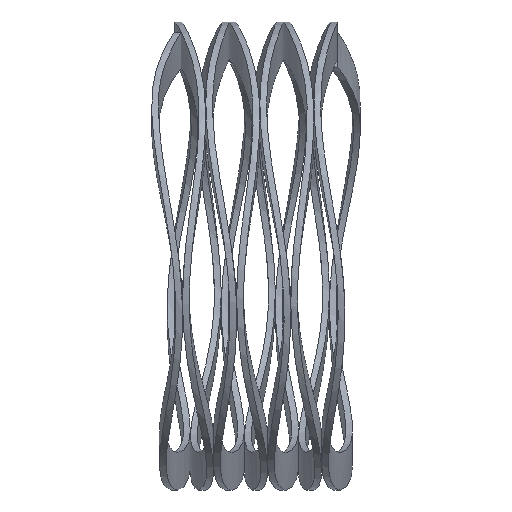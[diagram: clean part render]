
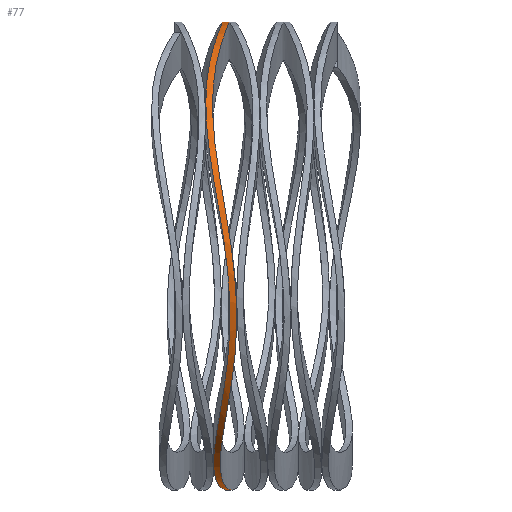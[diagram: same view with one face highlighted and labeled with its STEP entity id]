
A CAD part, left-side view. The second image highlights one B-rep face of the part: STEP entity #77.
In plain terms, the highlighted cylindrical face has radius 13.75 mm (diameter 27.5 mm), a partial arc.
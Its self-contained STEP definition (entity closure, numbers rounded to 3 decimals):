
#36 = CARTESIAN_POINT ( 'NONE',  ( -1.788, 7.454, -13.664 ) ) ;
#77 = ADVANCED_FACE ( 'NONE', ( #7205 ), #7057, .T. ) ;
#178 = CARTESIAN_POINT ( 'NONE',  ( -6.084, 7.874, -12.365 ) ) ;
#226 = CARTESIAN_POINT ( 'NONE',  ( -9.092, 7.861, 10.355 ) ) ;
#422 = CARTESIAN_POINT ( 'NONE',  ( -8.391, 7.379, -10.933 ) ) ;
#784 = CARTESIAN_POINT ( 'NONE',  ( -13.396, 7.719, 3.585 ) ) ;
#833 = CARTESIAN_POINT ( 'NONE',  ( -9.089, 7.686, -10.359 ) ) ;
#881 = CARTESIAN_POINT ( 'NONE',  ( -6.101, 7.85, 12.356 ) ) ;
#926 = CARTESIAN_POINT ( 'NONE',  ( -0.904, 6.945, 13.75 ) ) ;
#977 = CARTESIAN_POINT ( 'NONE',  ( -12.358, 6.617, -6.1 ) ) ;
#1031 = DIRECTION ( 'NONE',  ( 0., 1., 0. ) ) ;
#1152 = VERTEX_POINT ( 'NONE', #7464 ) ;
#1300 = VECTOR ( 'NONE', #8067, 1000. ) ;
#1449 = CARTESIAN_POINT ( 'NONE',  ( -13.049, 6.502, -4.432 ) ) ;
#1478 = EDGE_CURVE ( 'NONE', #4958, #1152, #3420, .T. ) ;
#1529 = CARTESIAN_POINT ( 'NONE',  ( -11.93, 7.117, -6.897 ) ) ;
#1573 = CARTESIAN_POINT ( 'NONE',  ( -13.73, 7.028, -0.887 ) ) ;
#1667 = CARTESIAN_POINT ( 'NONE',  ( -13.642, 6.565, -1.784 ) ) ;
#1718 = CARTESIAN_POINT ( 'NONE',  ( -11.945, 7.82, 6.87 ) ) ;
#1720 = CARTESIAN_POINT ( 'NONE',  ( -0.894, 7.304, -13.75 ) ) ;
#1963 = CARTESIAN_POINT ( 'NONE',  ( -3.548, 7.314, -13.317 ) ) ;
#2182 = CARTESIAN_POINT ( 'NONE',  ( -6.896, 7.572, 11.931 ) ) ;
#2227 = CARTESIAN_POINT ( 'NONE',  ( -13.396, 7.34, 3.585 ) ) ;
#2354 = CARTESIAN_POINT ( 'NONE',  ( -8.391, 8.18, 10.931 ) ) ;
#2404 = CARTESIAN_POINT ( 'NONE',  ( -4.443, 7.214, 13.044 ) ) ;
#2406 = CARTESIAN_POINT ( 'NONE',  ( -0.904, 7.339, 13.75 ) ) ;
#2454 = CARTESIAN_POINT ( 'NONE',  ( -3.579, 7.107, 13.308 ) ) ;
#2725 = ORIENTED_EDGE ( 'NONE', *, *, #6113, .F. ) ;
#2745 = CARTESIAN_POINT ( 'NONE',  ( -6.085, 7.482, -12.365 ) ) ;
#2872 = CARTESIAN_POINT ( 'NONE',  ( 0., 6.963, 13.75 ) ) ;
#3049 = CARTESIAN_POINT ( 'NONE',  ( -13.576, 6.926, -2.232 ) ) ;
#3095 = CARTESIAN_POINT ( 'NONE',  ( -10.369, 8.333, 9.077 ) ) ;
#3144 = CARTESIAN_POINT ( 'NONE',  ( -3.579, 7.507, 13.308 ) ) ;
#3192 = CARTESIAN_POINT ( 'NONE',  ( -13.837, 7.274, 1.36 ) ) ;
#3242 = CARTESIAN_POINT ( 'NONE',  ( -13.312, 6.489, -3.561 ) ) ;
#3420 = LINE ( 'NONE', #3569, #1300 ) ;
#3440 = CARTESIAN_POINT ( 'NONE',  ( -1.788, 7.073, -13.664 ) ) ;
#3569 = CARTESIAN_POINT ( 'NONE',  ( 0., -0.801, -13.75 ) ) ;
#3685 = CARTESIAN_POINT ( 'NONE',  ( 0., -0.801, 13.75 ) ) ;
#3749 = CARTESIAN_POINT ( 'NONE',  ( -3.548, 7.698, -13.317 ) ) ;
#3840 = CARTESIAN_POINT ( 'NONE',  ( -10.932, 7.342, -8.391 ) ) ;
#3889 = CARTESIAN_POINT ( 'NONE',  ( -13.049, 6.897, -4.432 ) ) ;
#3983 = CARTESIAN_POINT ( 'NONE',  ( -11.931, 6.715, -6.897 ) ) ;
#4041 = DIRECTION ( 'NONE',  ( 0., 0., 1. ) ) ;
#4285 = VECTOR ( 'NONE', #8919, 1000. ) ;
#4295 = AXIS2_PLACEMENT_3D ( 'NONE', #7948, #1031, #4041 ) ;
#4435 = ORIENTED_EDGE ( 'NONE', *, *, #1478, .F. ) ;
#4469 = CARTESIAN_POINT ( 'NONE',  ( -10.36, 7.065, -9.088 ) ) ;
#4690 = CARTESIAN_POINT ( 'NONE',  ( -10.36, 7.468, -9.088 ) ) ;
#4729 = CARTESIAN_POINT ( 'NONE',  ( 0., 6.774, -13.75 ) ) ;
#4737 = CARTESIAN_POINT ( 'NONE',  ( -13.73, 6.643, -0.887 ) ) ;
#4930 = CARTESIAN_POINT ( 'NONE',  ( -4.414, 7.403, -13.056 ) ) ;
#4958 = VERTEX_POINT ( 'NONE', #4729 ) ;
#5203 = CARTESIAN_POINT ( 'NONE',  ( -12.371, 7.721, 6.071 ) ) ;
#5248 = CARTESIAN_POINT ( 'NONE',  ( 0., 6.963, 13.75 ) ) ;
#5284 = CARTESIAN_POINT ( 'NONE',  ( 0., 7.154, -13.75 ) ) ;
#5427 = CARTESIAN_POINT ( 'NONE',  ( -6.102, 7.447, 12.356 ) ) ;
#5429 = CARTESIAN_POINT ( 'NONE',  ( 0., 7.355, 13.75 ) ) ;
#5476 = CARTESIAN_POINT ( 'NONE',  ( -8.391, 7.779, 10.931 ) ) ;
#6069 = CARTESIAN_POINT ( 'NONE',  ( -12.357, 7.017, -6.1 ) ) ;
#6113 = EDGE_CURVE ( 'NONE', #8487, #4958, #6557, .T. ) ;
#6213 = CARTESIAN_POINT ( 'NONE',  ( -9.092, 8.26, 10.355 ) ) ;
#6264 = CARTESIAN_POINT ( 'NONE',  ( -10.932, 6.939, -8.391 ) ) ;
#6359 = CARTESIAN_POINT ( 'NONE',  ( 0., 6.774, -13.75 ) ) ;
#6548 = LINE ( 'NONE', #3685, #4285 ) ;
#6557 = B_SPLINE_CURVE_WITH_KNOTS ( 'NONE', 3,
 ( #5248, #926, #8948, #2454, #2404, #5427, #2182, #5476, #226, #9218, #8482, #1718, #5203, #2227, #8433, #4737, #1667, #8213, #3242, #1449, #977, #3983, #6264, #4469, #8259, #422, #7247, #2745, #4930, #1963, #3440, #7894, #6359 ),
 .UNSPECIFIED., .F., .F.,
 ( 4, 2, 2, 2, 2, 2, 2, 1, 2, 2, 2, 2, 2, 2, 2, 2, 4 ),
 ( 0., 0.062, 0.125, 0.187, 0.25, 0.312, 0.375, 0.5, 0.531, 0.562, 0.625, 0.687, 0.75, 0.812, 0.875, 0.937, 1. ),
 .UNSPECIFIED. ) ;
#6811 = CARTESIAN_POINT ( 'NONE',  ( -12.371, 8.104, 6.071 ) ) ;
#6840 = EDGE_CURVE ( 'NONE', #8487, #7179, #6548, .T. ) ;
#6855 = CARTESIAN_POINT ( 'NONE',  ( -10.945, 8.32, 8.373 ) ) ;
#6883 = CARTESIAN_POINT ( 'NONE',  ( 0., 7.355, 13.75 ) ) ;
#6903 = CARTESIAN_POINT ( 'NONE',  ( -4.443, 7.616, 13.044 ) ) ;
#6951 = CARTESIAN_POINT ( 'NONE',  ( -13.312, 6.882, -3.562 ) ) ;
#7057 = CYLINDRICAL_SURFACE ( 'NONE', #4295, 13.75 ) ;
#7179 = VERTEX_POINT ( 'NONE', #6883 ) ;
#7205 = FACE_OUTER_BOUND ( 'NONE', #7971, .T. ) ;
#7247 = CARTESIAN_POINT ( 'NONE',  ( -6.888, 7.476, -11.936 ) ) ;
#7464 = CARTESIAN_POINT ( 'NONE',  ( 0., 7.154, -13.75 ) ) ;
#7605 = CARTESIAN_POINT ( 'NONE',  ( -11.945, 8.205, 6.87 ) ) ;
#7650 = CARTESIAN_POINT ( 'NONE',  ( -6.896, 7.975, 11.931 ) ) ;
#7894 = CARTESIAN_POINT ( 'NONE',  ( -0.894, 6.924, -13.75 ) ) ;
#7948 = CARTESIAN_POINT ( 'NONE',  ( 0., -0.801, 0. ) ) ;
#7971 = EDGE_LOOP ( 'NONE', ( #4435, #2725, #8804, #9423 ) ) ;
#8067 = DIRECTION ( 'NONE',  ( 0., 1., 0. ) ) ;
#8213 = CARTESIAN_POINT ( 'NONE',  ( -13.576, 6.537, -2.232 ) ) ;
#8259 = CARTESIAN_POINT ( 'NONE',  ( -9.089, 7.285, -10.359 ) ) ;
#8296 = CARTESIAN_POINT ( 'NONE',  ( -8.39, 7.778, -10.934 ) ) ;
#8341 = CARTESIAN_POINT ( 'NONE',  ( -6.887, 7.871, -11.937 ) ) ;
#8387 = CARTESIAN_POINT ( 'NONE',  ( -4.414, 7.79, -13.056 ) ) ;
#8433 = CARTESIAN_POINT ( 'NONE',  ( -13.837, 6.895, 1.36 ) ) ;
#8482 = CARTESIAN_POINT ( 'NONE',  ( -10.944, 7.93, 8.373 ) ) ;
#8487 = VERTEX_POINT ( 'NONE', #2872 ) ;
#8804 = ORIENTED_EDGE ( 'NONE', *, *, #6840, .T. ) ;
#8919 = DIRECTION ( 'NONE',  ( 0., 1., 0. ) ) ;
#8948 = CARTESIAN_POINT ( 'NONE',  ( -1.81, 6.973, 13.66 ) ) ;
#9029 = B_SPLINE_CURVE_WITH_KNOTS ( 'NONE', 3,
 ( #5284, #1720, #36, #3749, #8387, #178, #8341, #8296, #833, #4690, #3840, #1529, #6069, #3889, #6951, #3049, #9075, #1573, #3192, #784, #6811, #7605, #6855, #3095, #6213, #2354, #7650, #881, #6903, #3144, #9169, #2406, #5429 ),
 .UNSPECIFIED., .F., .F.,
 ( 4, 2, 2, 2, 2, 2, 2, 2, 2, 1, 2, 2, 2, 2, 2, 2, 4 ),
 ( 0., 0.062, 0.125, 0.187, 0.25, 0.312, 0.375, 0.437, 0.469, 0.5, 0.625, 0.687, 0.75, 0.812, 0.875, 0.937, 1. ),
 .UNSPECIFIED. ) ;
#9075 = CARTESIAN_POINT ( 'NONE',  ( -13.642, 6.952, -1.785 ) ) ;
#9169 = CARTESIAN_POINT ( 'NONE',  ( -1.81, 7.369, 13.661 ) ) ;
#9218 = CARTESIAN_POINT ( 'NONE',  ( -10.369, 7.94, 9.077 ) ) ;
#9315 = EDGE_CURVE ( 'NONE', #1152, #7179, #9029, .T. ) ;
#9423 = ORIENTED_EDGE ( 'NONE', *, *, #9315, .F. ) ;
